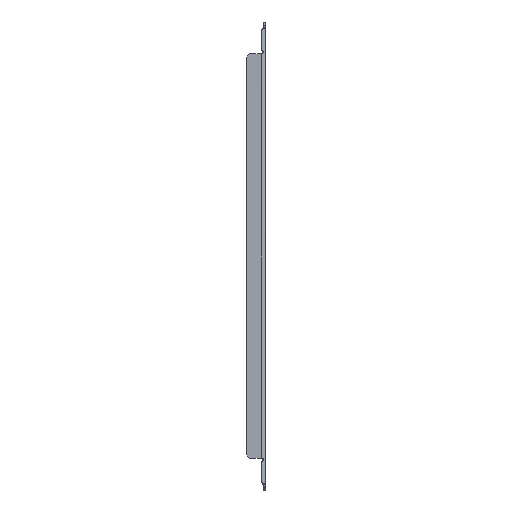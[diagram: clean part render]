
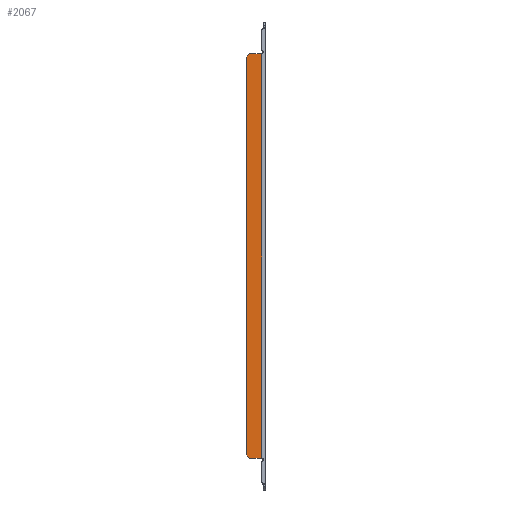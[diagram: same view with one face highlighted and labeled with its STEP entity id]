
A CAD part, left-side view. The second image highlights one B-rep face of the part: STEP entity #2067.
In plain terms, the highlighted planar face has unit normal (-1, 0, 0).
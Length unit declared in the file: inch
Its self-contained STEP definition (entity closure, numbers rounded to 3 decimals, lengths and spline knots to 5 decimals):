
#24 = CARTESIAN_POINT ( 'NONE',  ( -11.085, 0.171, 7.85 ) ) ;
#28 = CARTESIAN_POINT ( 'NONE',  ( -11.085, 0.75, -7.725 ) ) ;
#124 = CARTESIAN_POINT ( 'NONE',  ( -11.085, 0.143, -7.85662 ) ) ;
#214 = EDGE_CURVE ( 'NONE', #3188, #4297, #453, .T. ) ;
#237 = VERTEX_POINT ( 'NONE', #3899 ) ;
#243 = DIRECTION ( 'NONE',  ( 0., -1., 0. ) ) ;
#248 = DIRECTION ( 'NONE',  ( 0., -1., 0. ) ) ;
#264 = DIRECTION ( 'NONE',  ( 0., 1., 0. ) ) ;
#283 = CARTESIAN_POINT ( 'NONE',  ( -11.085, 0.171, -7.9125 ) ) ;
#293 = ORIENTED_EDGE ( 'NONE', *, *, #4293, .T. ) ;
#313 = DIRECTION ( 'NONE',  ( 0., 1., 0. ) ) ;
#366 = VECTOR ( 'NONE', #4697, 39.37008 ) ;
#374 = FACE_OUTER_BOUND ( 'NONE', #1011, .T. ) ;
#413 = CIRCLE ( 'NONE', #3137, 0.0625 ) ;
#453 = LINE ( 'NONE', #2606, #903 ) ;
#465 = VECTOR ( 'NONE', #658, 39.37008 ) ;
#658 = DIRECTION ( 'NONE',  ( 0., 0.707, -0.707 ) ) ;
#708 = LINE ( 'NONE', #3563, #366 ) ;
#810 = LINE ( 'NONE', #2903, #1033 ) ;
#903 = VECTOR ( 'NONE', #243, 39.37008 ) ;
#917 = EDGE_CURVE ( 'NONE', #952, #2583, #708, .T. ) ;
#934 = CARTESIAN_POINT ( 'NONE',  ( -11.085, 0.75, 7.725 ) ) ;
#952 = VERTEX_POINT ( 'NONE', #934 ) ;
#1011 = EDGE_LOOP ( 'NONE', ( #4479, #1294, #4385, #4609, #4073, #293, #3372, #1321 ) ) ;
#1033 = VECTOR ( 'NONE', #4340, 39.37008 ) ;
#1175 = CARTESIAN_POINT ( 'NONE',  ( -11.085, 0.625, 7.85 ) ) ;
#1193 = DIRECTION ( 'NONE',  ( 0., 0., -1. ) ) ;
#1205 = CARTESIAN_POINT ( 'NONE',  ( -11.085, 0.625, -7.85 ) ) ;
#1214 = AXIS2_PLACEMENT_3D ( 'NONE', #3243, #2460, #248 ) ;
#1294 = ORIENTED_EDGE ( 'NONE', *, *, #3295, .T. ) ;
#1321 = ORIENTED_EDGE ( 'NONE', *, *, #3450, .T. ) ;
#1524 = VERTEX_POINT ( 'NONE', #124 ) ;
#1610 = LINE ( 'NONE', #3269, #465 ) ;
#2067 = ADVANCED_FACE ( 'NONE', ( #374 ), #4002, .T. ) ;
#2277 = CARTESIAN_POINT ( 'NONE',  ( -11.085, 0.171, 7.9125 ) ) ;
#2429 = VECTOR ( 'NONE', #313, 39.37008 ) ;
#2446 = DIRECTION ( 'NONE',  ( 1., 0., 0. ) ) ;
#2460 = DIRECTION ( 'NONE',  ( -1., 0., 0. ) ) ;
#2583 = VERTEX_POINT ( 'NONE', #28 ) ;
#2597 = DIRECTION ( 'NONE',  ( 0., 1., 0. ) ) ;
#2606 = CARTESIAN_POINT ( 'NONE',  ( -11.085, 0.75, -7.85 ) ) ;
#2888 = CARTESIAN_POINT ( 'NONE',  ( -11.085, 0.75, 7.85 ) ) ;
#2903 = CARTESIAN_POINT ( 'NONE',  ( -11.085, 0.75, -7.725 ) ) ;
#3036 = VERTEX_POINT ( 'NONE', #24 ) ;
#3137 = AXIS2_PLACEMENT_3D ( 'NONE', #283, #2446, #264 ) ;
#3188 = VERTEX_POINT ( 'NONE', #1205 ) ;
#3239 = VECTOR ( 'NONE', #1193, 39.37008 ) ;
#3242 = CIRCLE ( 'NONE', #3449, 0.0625 ) ;
#3243 = CARTESIAN_POINT ( 'NONE',  ( -11.085, 0.75, -9.085 ) ) ;
#3252 = CARTESIAN_POINT ( 'NONE',  ( -11.085, 0.171, -7.85 ) ) ;
#3269 = CARTESIAN_POINT ( 'NONE',  ( -11.085, 0.625, 7.85 ) ) ;
#3295 = EDGE_CURVE ( 'NONE', #4297, #1524, #413, .T. ) ;
#3372 = ORIENTED_EDGE ( 'NONE', *, *, #917, .T. ) ;
#3449 = AXIS2_PLACEMENT_3D ( 'NONE', #2277, #4071, #2597 ) ;
#3450 = EDGE_CURVE ( 'NONE', #2583, #3188, #810, .T. ) ;
#3501 = EDGE_CURVE ( 'NONE', #3036, #3549, #4381, .T. ) ;
#3549 = VERTEX_POINT ( 'NONE', #1175 ) ;
#3563 = CARTESIAN_POINT ( 'NONE',  ( -11.085, 0.75, -9.085 ) ) ;
#3591 = EDGE_CURVE ( 'NONE', #237, #3036, #3242, .T. ) ;
#3899 = CARTESIAN_POINT ( 'NONE',  ( -11.085, 0.143, 7.85662 ) ) ;
#4002 = PLANE ( 'NONE',  #1214 ) ;
#4071 = DIRECTION ( 'NONE',  ( 1., 0., 0. ) ) ;
#4073 = ORIENTED_EDGE ( 'NONE', *, *, #3501, .T. ) ;
#4156 = CARTESIAN_POINT ( 'NONE',  ( -11.085, 0.143, 8.888 ) ) ;
#4203 = LINE ( 'NONE', #4156, #3239 ) ;
#4293 = EDGE_CURVE ( 'NONE', #3549, #952, #1610, .T. ) ;
#4297 = VERTEX_POINT ( 'NONE', #3252 ) ;
#4340 = DIRECTION ( 'NONE',  ( 0., -0.707, -0.707 ) ) ;
#4355 = EDGE_CURVE ( 'NONE', #237, #1524, #4203, .T. ) ;
#4381 = LINE ( 'NONE', #2888, #2429 ) ;
#4385 = ORIENTED_EDGE ( 'NONE', *, *, #4355, .F. ) ;
#4479 = ORIENTED_EDGE ( 'NONE', *, *, #214, .T. ) ;
#4609 = ORIENTED_EDGE ( 'NONE', *, *, #3591, .T. ) ;
#4697 = DIRECTION ( 'NONE',  ( 0., 0., -1. ) ) ;
